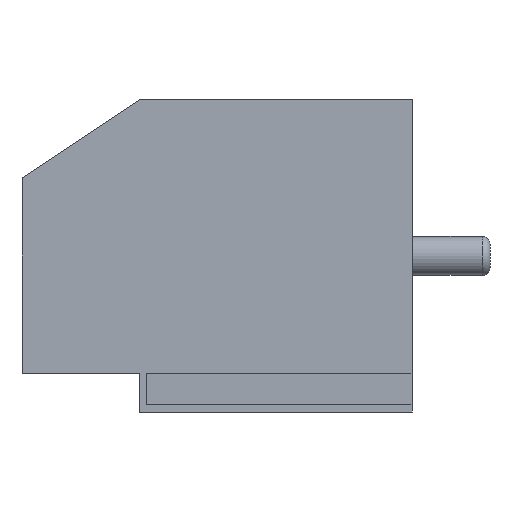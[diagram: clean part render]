
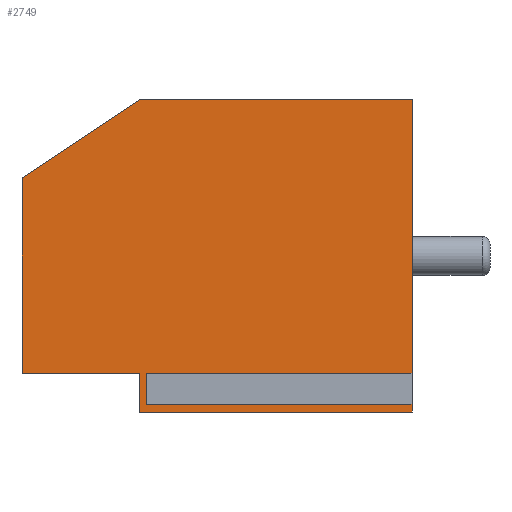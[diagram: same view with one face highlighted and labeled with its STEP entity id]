
A CAD part, left-side view. The second image highlights one B-rep face of the part: STEP entity #2749.
In plain terms, the highlighted planar face has unit normal (-1, 0, 0).
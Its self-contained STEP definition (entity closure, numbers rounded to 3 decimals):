
#106=PLANE('',#2948);
#225=FACE_OUTER_BOUND('',#389,.T.);
#389=EDGE_LOOP('',(#2137,#2138,#2139,#2140,#2141,#2142,#2143,#2144,#2145,
#2146,#2147));
#599=LINE('',#4173,#902);
#603=LINE('',#4181,#906);
#608=LINE('',#4190,#911);
#614=LINE('',#4201,#917);
#615=LINE('',#4203,#918);
#618=LINE('',#4209,#921);
#619=LINE('',#4212,#922);
#622=LINE('',#4218,#925);
#625=LINE('',#4224,#928);
#628=LINE('',#4230,#931);
#631=LINE('',#4235,#934);
#902=VECTOR('',#3341,10.);
#906=VECTOR('',#3345,10.);
#911=VECTOR('',#3352,10.);
#917=VECTOR('',#3362,10.);
#918=VECTOR('',#3365,10.);
#921=VECTOR('',#3370,10.);
#922=VECTOR('',#3373,10.);
#925=VECTOR('',#3378,10.);
#928=VECTOR('',#3383,10.);
#931=VECTOR('',#3388,10.);
#934=VECTOR('',#3393,10.);
#1271=VERTEX_POINT('',#4170);
#1272=VERTEX_POINT('',#4172);
#1275=VERTEX_POINT('',#4178);
#1276=VERTEX_POINT('',#4180);
#1279=VERTEX_POINT('',#4189);
#1282=VERTEX_POINT('',#4199);
#1284=VERTEX_POINT('',#4207);
#1285=VERTEX_POINT('',#4211);
#1287=VERTEX_POINT('',#4217);
#1289=VERTEX_POINT('',#4223);
#1291=VERTEX_POINT('',#4229);
#1571=EDGE_CURVE('',#1271,#1272,#599,.T.);
#1575=EDGE_CURVE('',#1275,#1276,#603,.T.);
#1580=EDGE_CURVE('',#1279,#1272,#608,.T.);
#1586=EDGE_CURVE('',#1275,#1282,#614,.T.);
#1587=EDGE_CURVE('',#1282,#1279,#615,.T.);
#1590=EDGE_CURVE('',#1271,#1284,#618,.T.);
#1591=EDGE_CURVE('',#1284,#1285,#619,.T.);
#1594=EDGE_CURVE('',#1287,#1285,#622,.T.);
#1597=EDGE_CURVE('',#1289,#1287,#625,.T.);
#1600=EDGE_CURVE('',#1291,#1289,#628,.T.);
#1603=EDGE_CURVE('',#1276,#1291,#631,.T.);
#2137=ORIENTED_EDGE('',*,*,#1580,.T.);
#2138=ORIENTED_EDGE('',*,*,#1571,.F.);
#2139=ORIENTED_EDGE('',*,*,#1590,.T.);
#2140=ORIENTED_EDGE('',*,*,#1591,.T.);
#2141=ORIENTED_EDGE('',*,*,#1594,.F.);
#2142=ORIENTED_EDGE('',*,*,#1597,.F.);
#2143=ORIENTED_EDGE('',*,*,#1600,.F.);
#2144=ORIENTED_EDGE('',*,*,#1603,.F.);
#2145=ORIENTED_EDGE('',*,*,#1575,.F.);
#2146=ORIENTED_EDGE('',*,*,#1586,.T.);
#2147=ORIENTED_EDGE('',*,*,#1587,.T.);
#2749=ADVANCED_FACE('',(#225),#106,.F.);
#2948=AXIS2_PLACEMENT_3D('',#4238,#3397,#3398);
#3341=DIRECTION('',(0.,0.,-1.));
#3345=DIRECTION('',(0.,0.,-1.));
#3352=DIRECTION('',(0.,-1.,0.));
#3362=DIRECTION('',(0.,1.,0.));
#3365=DIRECTION('',(0.,0.,1.));
#3370=DIRECTION('',(0.,1.,0.));
#3373=DIRECTION('',(0.,0.832,-0.555));
#3378=DIRECTION('',(0.,0.,1.));
#3383=DIRECTION('',(0.,1.,0.));
#3388=DIRECTION('',(0.,0.,1.));
#3393=DIRECTION('',(0.,1.,0.));
#3397=DIRECTION('center_axis',(1.,0.,0.));
#3398=DIRECTION('ref_axis',(0.,0.,-1.));
#4170=CARTESIAN_POINT('',(-7.5,0.,4.));
#4172=CARTESIAN_POINT('',(-7.5,0.,-3.15));
#4173=CARTESIAN_POINT('',(-7.5,0.,0.));
#4178=CARTESIAN_POINT('',(-7.5,0.,-3.65));
#4180=CARTESIAN_POINT('',(-7.5,0.,-4.));
#4181=CARTESIAN_POINT('',(-7.5,0.,0.));
#4189=CARTESIAN_POINT('',(-7.5,6.8,-3.15));
#4190=CARTESIAN_POINT('',(-7.5,2.5,-3.15));
#4199=CARTESIAN_POINT('',(-7.5,6.8,-3.65));
#4201=CARTESIAN_POINT('',(-7.5,2.5,-3.65));
#4203=CARTESIAN_POINT('',(-7.5,6.8,-1.7));
#4207=CARTESIAN_POINT('',(-7.5,7.,4.));
#4209=CARTESIAN_POINT('',(-7.5,0.,4.));
#4211=CARTESIAN_POINT('',(-7.5,10.,2.));
#4212=CARTESIAN_POINT('',(-7.5,7.,4.));
#4217=CARTESIAN_POINT('',(-7.5,10.,-3.));
#4218=CARTESIAN_POINT('',(-7.5,10.,-3.));
#4223=CARTESIAN_POINT('',(-7.5,7.,-3.));
#4224=CARTESIAN_POINT('',(-7.5,7.,-3.));
#4229=CARTESIAN_POINT('',(-7.5,7.,-4.));
#4230=CARTESIAN_POINT('',(-7.5,7.,-4.));
#4235=CARTESIAN_POINT('',(-7.5,0.,-4.));
#4238=CARTESIAN_POINT('Origin',(-7.5,5.,0.));
